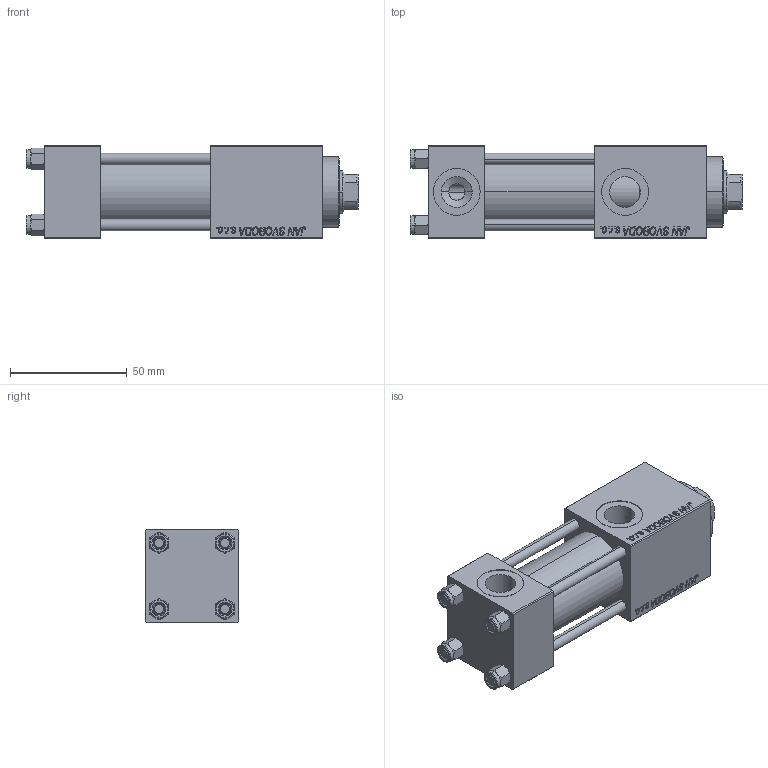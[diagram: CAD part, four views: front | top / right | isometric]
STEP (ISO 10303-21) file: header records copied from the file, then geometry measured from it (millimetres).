
FILE_DESCRIPTION (( 'STEP AP203' ), '1' );
FILE_NAME ('74d4.STEP', '2023-08-26T14:54:30', ( '' ), ( '' ), 'SwSTEP 2.0', 'SolidWorks 2019', '' );
FILE_SCHEMA (( 'CONFIG_CONTROL_DESIGN' ));
Length unit declared in the file: millimetre
Products named in the file (6): NUT_M5_C aa842095400bd47268b39da46c404b40; 74d4; V215_VC_A aa842095400bd47268b39da46c404b40; V215CR_VCP_C aa842095400bd47268b39da46c404b40; V215CR_C_TYCINKA aa842095400bd47268b39da46c404b40; V215CR_C_Body aa842095400bd47268b39da46c404b40
Assembly tree (11 placements, depth 2):
  74d4
    V215CR_C_Body aa842095400bd47268b39da46c404b40
    V215CR_VCP_C aa842095400bd47268b39da46c404b40
    NUT_M5_C aa842095400bd47268b39da46c404b40  x4
    V215CR_C_TYCINKA aa842095400bd47268b39da46c404b40  x4
    V215_VC_A aa842095400bd47268b39da46c404b40
Bounding box: 142 x 40 x 40 mm (x, y, z)
Volume: 149996.2 mm3; surface area: 56717.2 mm2
Topology: 11 solids, 11 shells, 1144 faces, 2869 edges, 1861 vertices
Faces by surface type: plane 524, bspline 392, cone 136, cylinder 84, torus 8
Entity records: 50099 total; most frequent: CARTESIAN_POINT 27079, ORIENTED_EDGE 5230, DIRECTION 3279, EDGE_CURVE 2615, VERTEX_POINT 1717, LINE 1589, VECTOR 1589, EDGE_LOOP 1150
